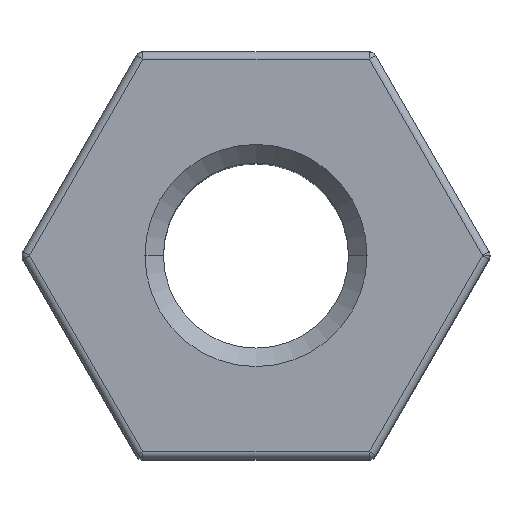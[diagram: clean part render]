
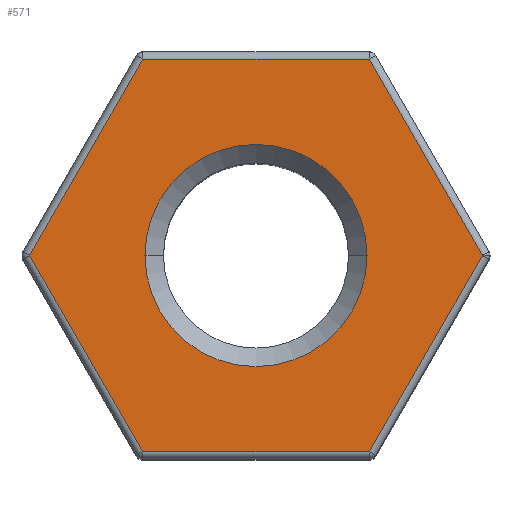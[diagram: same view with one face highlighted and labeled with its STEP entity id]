
A CAD part, top view. The second image highlights one B-rep face of the part: STEP entity #571.
In plain terms, the highlighted planar face has unit normal (0, 0, 1).
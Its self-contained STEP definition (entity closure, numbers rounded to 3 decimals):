
#1 = FACE_BOUND ( 'NONE', #102, .T. ) ;
#79 = DIRECTION ( 'NONE',  ( 0., 0., 1. ) ) ;
#102 = EDGE_LOOP ( 'NONE', ( #288, #700 ) ) ;
#110 = DIRECTION ( 'NONE',  ( 1., 0., 0. ) ) ;
#122 = DIRECTION ( 'NONE',  ( -0.5, -0.866, 0. ) ) ;
#149 = AXIS2_PLACEMENT_3D ( 'NONE', #531, #470, #400 ) ;
#170 = VERTEX_POINT ( 'NONE', #1076 ) ;
#178 = VECTOR ( 'NONE', #561, 1000. ) ;
#196 = PLANE ( 'NONE',  #837 ) ;
#213 = LINE ( 'NONE', #1241, #178 ) ;
#217 = ORIENTED_EDGE ( 'NONE', *, *, #340, .T. ) ;
#225 = CARTESIAN_POINT ( 'NONE',  ( 3.06, 0., 8. ) ) ;
#283 = LINE ( 'NONE', #794, #982 ) ;
#288 = ORIENTED_EDGE ( 'NONE', *, *, #654, .T. ) ;
#336 = EDGE_CURVE ( 'NONE', #1160, #1207, #283, .T. ) ;
#339 = EDGE_CURVE ( 'NONE', #1207, #170, #1214, .T. ) ;
#340 = EDGE_CURVE ( 'NONE', #170, #1251, #736, .T. ) ;
#349 = EDGE_CURVE ( 'NONE', #1251, #627, #530, .T. ) ;
#354 = EDGE_CURVE ( 'NONE', #627, #676, #213, .T. ) ;
#357 = EDGE_CURVE ( 'NONE', #676, #1160, #952, .T. ) ;
#358 = EDGE_CURVE ( 'NONE', #688, #524, #1156, .T. ) ;
#400 = DIRECTION ( 'NONE',  ( 1., 0., 0. ) ) ;
#406 = DIRECTION ( 'NONE',  ( -0.5, 0.866, 0. ) ) ;
#432 = CARTESIAN_POINT ( 'NONE',  ( 1.588, -2.65, 8. ) ) ;
#445 = EDGE_LOOP ( 'NONE', ( #479, #1194, #217, #738, #1218, #458 ) ) ;
#458 = ORIENTED_EDGE ( 'NONE', *, *, #357, .T. ) ;
#470 = DIRECTION ( 'NONE',  ( 0., 0., -1. ) ) ;
#479 = ORIENTED_EDGE ( 'NONE', *, *, #336, .T. ) ;
#504 = CIRCLE ( 'NONE', #805, 1.5 ) ;
#506 = VECTOR ( 'NONE', #122, 1000. ) ;
#524 = VERTEX_POINT ( 'NONE', #695 ) ;
#530 = LINE ( 'NONE', #432, #709 ) ;
#531 = CARTESIAN_POINT ( 'NONE',  ( 0., 0., 8. ) ) ;
#536 = CARTESIAN_POINT ( 'NONE',  ( -3.089, -0.05, 8. ) ) ;
#561 = DIRECTION ( 'NONE',  ( 0.5, 0.866, 0. ) ) ;
#571 = ADVANCED_FACE ( 'NONE', ( #608, #1 ), #196, .T. ) ;
#608 = FACE_OUTER_BOUND ( 'NONE', #445, .T. ) ;
#627 = VERTEX_POINT ( 'NONE', #1153 ) ;
#638 = CARTESIAN_POINT ( 'NONE',  ( -1.5, 0., 8. ) ) ;
#654 = EDGE_CURVE ( 'NONE', #524, #688, #504, .T. ) ;
#676 = VERTEX_POINT ( 'NONE', #225 ) ;
#688 = VERTEX_POINT ( 'NONE', #638 ) ;
#695 = CARTESIAN_POINT ( 'NONE',  ( 1.5, 0., 8. ) ) ;
#700 = ORIENTED_EDGE ( 'NONE', *, *, #358, .T. ) ;
#709 = VECTOR ( 'NONE', #1186, 1000. ) ;
#716 = DIRECTION ( 'NONE',  ( 0., 0., -1. ) ) ;
#729 = CARTESIAN_POINT ( 'NONE',  ( 1.53, 2.65, 8. ) ) ;
#732 = CARTESIAN_POINT ( 'NONE',  ( -1.53, -2.65, 8. ) ) ;
#736 = LINE ( 'NONE', #1091, #1191 ) ;
#738 = ORIENTED_EDGE ( 'NONE', *, *, #349, .T. ) ;
#780 = DIRECTION ( 'NONE',  ( 1., 0., 0. ) ) ;
#794 = CARTESIAN_POINT ( 'NONE',  ( -1.588, 2.65, 8. ) ) ;
#805 = AXIS2_PLACEMENT_3D ( 'NONE', #1244, #716, #110 ) ;
#837 = AXIS2_PLACEMENT_3D ( 'NONE', #1231, #79, #780 ) ;
#918 = VECTOR ( 'NONE', #406, 1000. ) ;
#952 = LINE ( 'NONE', #1085, #918 ) ;
#982 = VECTOR ( 'NONE', #1008, 1000. ) ;
#1008 = DIRECTION ( 'NONE',  ( -1., 0., 0. ) ) ;
#1076 = CARTESIAN_POINT ( 'NONE',  ( -3.06, 0., 8. ) ) ;
#1085 = CARTESIAN_POINT ( 'NONE',  ( 1.501, 2.7, 8. ) ) ;
#1091 = CARTESIAN_POINT ( 'NONE',  ( -1.501, -2.7, 8. ) ) ;
#1095 = CARTESIAN_POINT ( 'NONE',  ( -1.53, 2.65, 8. ) ) ;
#1153 = CARTESIAN_POINT ( 'NONE',  ( 1.53, -2.65, 8. ) ) ;
#1156 = CIRCLE ( 'NONE', #149, 1.5 ) ;
#1160 = VERTEX_POINT ( 'NONE', #729 ) ;
#1186 = DIRECTION ( 'NONE',  ( 1., 0., 0. ) ) ;
#1191 = VECTOR ( 'NONE', #1258, 1000. ) ;
#1194 = ORIENTED_EDGE ( 'NONE', *, *, #339, .T. ) ;
#1207 = VERTEX_POINT ( 'NONE', #1095 ) ;
#1214 = LINE ( 'NONE', #536, #506 ) ;
#1218 = ORIENTED_EDGE ( 'NONE', *, *, #354, .T. ) ;
#1231 = CARTESIAN_POINT ( 'NONE',  ( 3.175, 0., 8. ) ) ;
#1241 = CARTESIAN_POINT ( 'NONE',  ( 3.089, 0.05, 8. ) ) ;
#1244 = CARTESIAN_POINT ( 'NONE',  ( 0., 0., 8. ) ) ;
#1251 = VERTEX_POINT ( 'NONE', #732 ) ;
#1258 = DIRECTION ( 'NONE',  ( 0.5, -0.866, 0. ) ) ;
